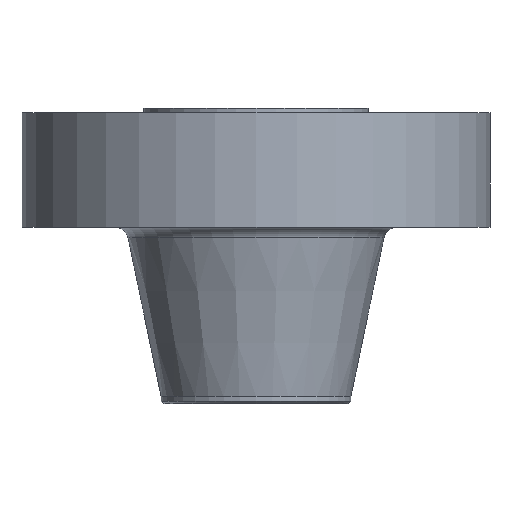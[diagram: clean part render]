
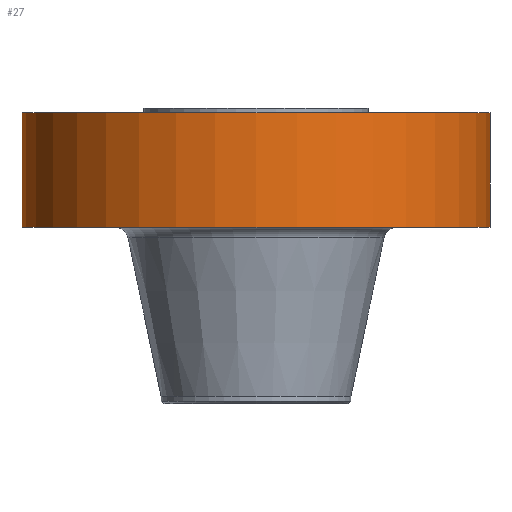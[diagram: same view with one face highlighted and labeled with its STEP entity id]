
A CAD part, front view. The second image highlights one B-rep face of the part: STEP entity #27.
In plain terms, the highlighted cylindrical face has radius 336.55 mm (diameter 673.1 mm), a partial arc.
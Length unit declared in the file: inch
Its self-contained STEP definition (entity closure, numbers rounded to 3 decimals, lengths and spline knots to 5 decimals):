
#14 = VERTEX_POINT ( 'NONE', #778 ) ;
#27 = ADVANCED_FACE ( 'NONE', ( #790 ), #238, .T. ) ;
#34 = DIRECTION ( 'NONE',  ( 1., 0., 0. ) ) ;
#40 = CARTESIAN_POINT ( 'NONE',  ( 13.25, 0., -6.75 ) ) ;
#119 = CARTESIAN_POINT ( 'NONE',  ( 13.25, 0., -0.25 ) ) ;
#129 = EDGE_CURVE ( 'NONE', #14, #455, #1436, .T. ) ;
#144 = LINE ( 'NONE', #1022, #663 ) ;
#235 = ORIENTED_EDGE ( 'NONE', *, *, #129, .T. ) ;
#238 = CYLINDRICAL_SURFACE ( 'NONE', #1333, 13.25 ) ;
#244 = ORIENTED_EDGE ( 'NONE', *, *, #498, .T. ) ;
#332 = DIRECTION ( 'NONE',  ( 0., 0., 1. ) ) ;
#357 = DIRECTION ( 'NONE',  ( 1., 0., 0. ) ) ;
#366 = DIRECTION ( 'NONE',  ( 0., 0., 1. ) ) ;
#417 = EDGE_LOOP ( 'NONE', ( #743, #235, #244, #998 ) ) ;
#451 = CIRCLE ( 'NONE', #622, 13.25 ) ;
#452 = CARTESIAN_POINT ( 'NONE',  ( 0., 0., -0.25 ) ) ;
#455 = VERTEX_POINT ( 'NONE', #40 ) ;
#498 = EDGE_CURVE ( 'NONE', #455, #799, #144, .T. ) ;
#501 = VECTOR ( 'NONE', #1434, 39.37008 ) ;
#622 = AXIS2_PLACEMENT_3D ( 'NONE', #452, #332, #34 ) ;
#663 = VECTOR ( 'NONE', #927, 39.37008 ) ;
#685 = CARTESIAN_POINT ( 'NONE',  ( 0., 0., 0. ) ) ;
#710 = DIRECTION ( 'NONE',  ( 0., 0., 1. ) ) ;
#743 = ORIENTED_EDGE ( 'NONE', *, *, #755, .F. ) ;
#755 = EDGE_CURVE ( 'NONE', #14, #1196, #1202, .T. ) ;
#778 = CARTESIAN_POINT ( 'NONE',  ( -13.25, 0., -6.75 ) ) ;
#790 = FACE_OUTER_BOUND ( 'NONE', #417, .T. ) ;
#798 = AXIS2_PLACEMENT_3D ( 'NONE', #1163, #710, #1263 ) ;
#799 = VERTEX_POINT ( 'NONE', #119 ) ;
#927 = DIRECTION ( 'NONE',  ( 0., 0., 1. ) ) ;
#985 = CARTESIAN_POINT ( 'NONE',  ( -13.25, 0., 0. ) ) ;
#998 = ORIENTED_EDGE ( 'NONE', *, *, #1405, .F. ) ;
#1020 = CARTESIAN_POINT ( 'NONE',  ( -13.25, 0., -0.25 ) ) ;
#1022 = CARTESIAN_POINT ( 'NONE',  ( 13.25, 0., 0. ) ) ;
#1163 = CARTESIAN_POINT ( 'NONE',  ( 0., 0., -6.75 ) ) ;
#1196 = VERTEX_POINT ( 'NONE', #1020 ) ;
#1202 = LINE ( 'NONE', #985, #501 ) ;
#1263 = DIRECTION ( 'NONE',  ( 1., 0., 0. ) ) ;
#1333 = AXIS2_PLACEMENT_3D ( 'NONE', #685, #366, #357 ) ;
#1405 = EDGE_CURVE ( 'NONE', #1196, #799, #451, .T. ) ;
#1434 = DIRECTION ( 'NONE',  ( 0., 0., 1. ) ) ;
#1436 = CIRCLE ( 'NONE', #798, 13.25 ) ;
